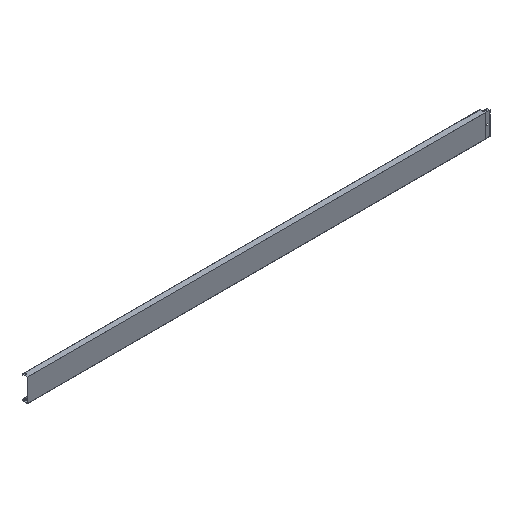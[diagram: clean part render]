
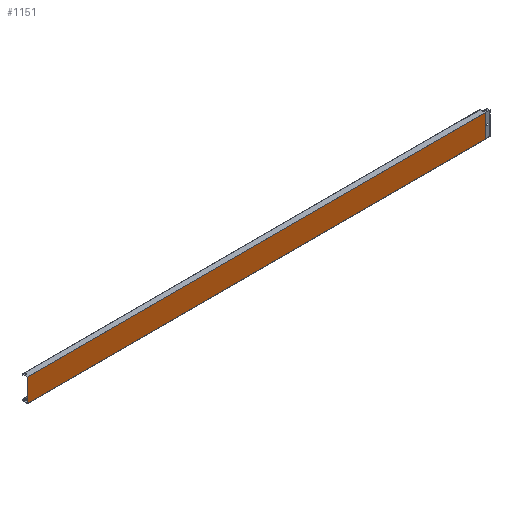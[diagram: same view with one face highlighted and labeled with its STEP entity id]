
A CAD part, isometric view. The second image highlights one B-rep face of the part: STEP entity #1151.
In plain terms, the highlighted planar face has unit normal (0, -1, 0).
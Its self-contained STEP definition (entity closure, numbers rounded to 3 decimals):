
#35 = CARTESIAN_POINT ( 'NONE',  ( 0., 0., 75. ) ) ;
#78 = CARTESIAN_POINT ( 'NONE',  ( -2970., 0., -75. ) ) ;
#104 = VECTOR ( 'NONE', #125, 1000. ) ;
#125 = DIRECTION ( 'NONE',  ( -1., 0., 0. ) ) ;
#166 = DIRECTION ( 'NONE',  ( 0., 0., -1. ) ) ;
#213 = CARTESIAN_POINT ( 'NONE',  ( 0., 0., 25. ) ) ;
#297 = EDGE_CURVE ( 'NONE', #692, #581, #1263, .T. ) ;
#334 = CARTESIAN_POINT ( 'NONE',  ( -2970., 0., 75. ) ) ;
#375 = CARTESIAN_POINT ( 'NONE',  ( 0., 0., -75. ) ) ;
#417 = CARTESIAN_POINT ( 'NONE',  ( 0., 0., 75. ) ) ;
#440 = ORIENTED_EDGE ( 'NONE', *, *, #1332, .F. ) ;
#458 = CARTESIAN_POINT ( 'NONE',  ( 150.002, 0., -75. ) ) ;
#581 = VERTEX_POINT ( 'NONE', #334 ) ;
#582 = VECTOR ( 'NONE', #1021, 1000. ) ;
#586 = FACE_OUTER_BOUND ( 'NONE', #1776, .T. ) ;
#604 = CARTESIAN_POINT ( 'NONE',  ( -2970., 0., 75. ) ) ;
#623 = CARTESIAN_POINT ( 'NONE',  ( 150.002, 0., 75. ) ) ;
#692 = VERTEX_POINT ( 'NONE', #417 ) ;
#882 = AXIS2_PLACEMENT_3D ( 'NONE', #604, #1066, #166 ) ;
#884 = LINE ( 'NONE', #458, #104 ) ;
#889 = CARTESIAN_POINT ( 'NONE',  ( -2970., 0., 75. ) ) ;
#946 = VERTEX_POINT ( 'NONE', #78 ) ;
#1021 = DIRECTION ( 'NONE',  ( 0., 0., -1. ) ) ;
#1066 = DIRECTION ( 'NONE',  ( 0., -1., 0. ) ) ;
#1151 = ADVANCED_FACE ( 'NONE', ( #586 ), #1282, .T. ) ;
#1193 = ORIENTED_EDGE ( 'NONE', *, *, #1609, .F. ) ;
#1220 = CARTESIAN_POINT ( 'NONE',  ( 0., 0., -25. ) ) ;
#1263 = LINE ( 'NONE', #623, #1383 ) ;
#1282 = PLANE ( 'NONE',  #882 ) ;
#1287 = EDGE_CURVE ( 'NONE', #581, #946, #1736, .T. ) ;
#1294 = CARTESIAN_POINT ( 'NONE',  ( 0., 0., -75. ) ) ;
#1332 = EDGE_CURVE ( 'NONE', #1367, #946, #884, .T. ) ;
#1367 = VERTEX_POINT ( 'NONE', #1294 ) ;
#1383 = VECTOR ( 'NONE', #1775, 1000. ) ;
#1387 = ORIENTED_EDGE ( 'NONE', *, *, #1287, .T. ) ;
#1514 = ORIENTED_EDGE ( 'NONE', *, *, #297, .T. ) ;
#1609 = EDGE_CURVE ( 'NONE', #692, #1367, #1618, .T. ) ;
#1618 = B_SPLINE_CURVE_WITH_KNOTS ( 'NONE', 3,
 ( #35, #213, #1220, #375 ),
 .UNSPECIFIED., .F., .F.,
 ( 4, 4 ),
 ( 0., 1. ),
 .UNSPECIFIED. ) ;
#1736 = LINE ( 'NONE', #889, #582 ) ;
#1775 = DIRECTION ( 'NONE',  ( -1., 0., 0. ) ) ;
#1776 = EDGE_LOOP ( 'NONE', ( #1193, #1514, #1387, #440 ) ) ;
